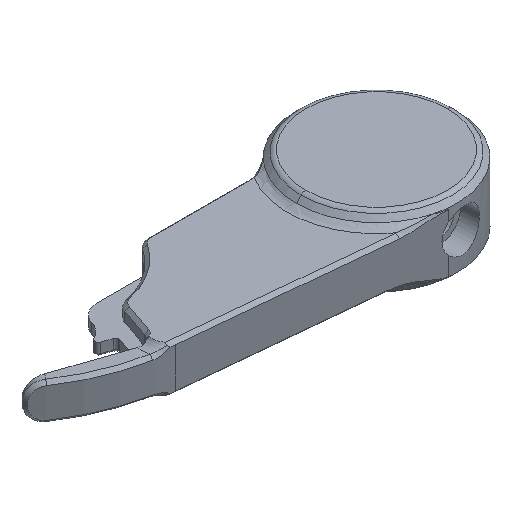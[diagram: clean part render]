
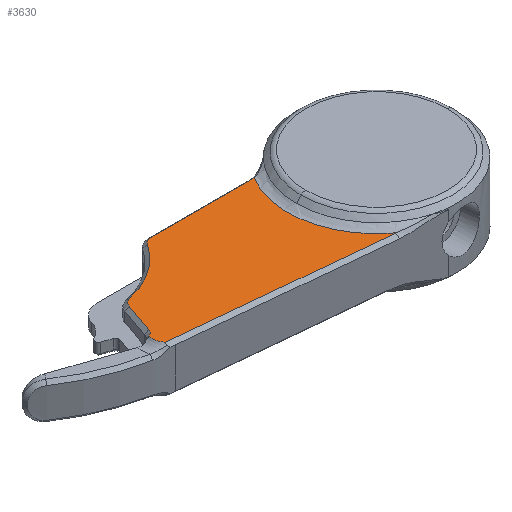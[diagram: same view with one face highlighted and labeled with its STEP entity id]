
A CAD part, isometric view. The second image highlights one B-rep face of the part: STEP entity #3630.
In plain terms, the highlighted planar face has unit normal (0, 0, 1).
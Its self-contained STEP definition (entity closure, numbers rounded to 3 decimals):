
#39 = CARTESIAN_POINT ( 'NONE',  ( -37.34, -0.301, 3.5 ) ) ;
#51 = DIRECTION ( 'NONE',  ( 1., 0., 0. ) ) ;
#93 = DIRECTION ( 'NONE',  ( 1., 0., 0. ) ) ;
#110 = CIRCLE ( 'NONE', #3522, 6.5 ) ;
#114 = EDGE_CURVE ( 'NONE', #5286, #3847, #1150, .T. ) ;
#209 = CIRCLE ( 'NONE', #1434, 2. ) ;
#294 = VERTEX_POINT ( 'NONE', #4712 ) ;
#410 = EDGE_CURVE ( 'NONE', #3715, #4943, #3001, .T. ) ;
#415 = DIRECTION ( 'NONE',  ( 0., 0., 1. ) ) ;
#426 = EDGE_CURVE ( 'NONE', #4424, #5286, #5388, .T. ) ;
#475 = ORIENTED_EDGE ( 'NONE', *, *, #5030, .T. ) ;
#497 = CIRCLE ( 'NONE', #1465, 13.5 ) ;
#498 = VERTEX_POINT ( 'NONE', #4725 ) ;
#507 = CARTESIAN_POINT ( 'NONE',  ( -39.276, -7.674, 3.5 ) ) ;
#547 = VECTOR ( 'NONE', #4612, 1000. ) ;
#636 = CIRCLE ( 'NONE', #811, 1.5 ) ;
#691 = AXIS2_PLACEMENT_3D ( 'NONE', #1462, #415, #2885 ) ;
#811 = AXIS2_PLACEMENT_3D ( 'NONE', #2635, #909, #3456 ) ;
#840 = CARTESIAN_POINT ( 'NONE',  ( -39.705, -5.666, 3.5 ) ) ;
#895 = CARTESIAN_POINT ( 'NONE',  ( -1.131, -11.444, 3.5 ) ) ;
#909 = DIRECTION ( 'NONE',  ( 0., 0., 1. ) ) ;
#966 = ORIENTED_EDGE ( 'NONE', *, *, #114, .T. ) ;
#1010 = VERTEX_POINT ( 'NONE', #39 ) ;
#1019 = DIRECTION ( 'NONE',  ( 0., 0., 1. ) ) ;
#1150 = CIRCLE ( 'NONE', #4192, 13.323 ) ;
#1164 = EDGE_CURVE ( 'NONE', #1010, #2729, #2237, .T. ) ;
#1201 = ORIENTED_EDGE ( 'NONE', *, *, #3299, .T. ) ;
#1284 = DIRECTION ( 'NONE',  ( 0., 0., -1. ) ) ;
#1321 = CARTESIAN_POINT ( 'NONE',  ( -11.906, 13.5, 3.5 ) ) ;
#1379 = EDGE_CURVE ( 'NONE', #498, #294, #497, .T. ) ;
#1434 = AXIS2_PLACEMENT_3D ( 'NONE', #4762, #1019, #5173 ) ;
#1462 = CARTESIAN_POINT ( 'NONE',  ( -35.921, -0.786, 3.5 ) ) ;
#1465 = AXIS2_PLACEMENT_3D ( 'NONE', #3779, #1284, #51 ) ;
#1467 = CARTESIAN_POINT ( 'NONE',  ( -11.906, 7., 3.5 ) ) ;
#1576 = EDGE_LOOP ( 'NONE', ( #1201, #4862, #966, #475, #4270, #2941, #4554, #5100, #3196, #1890 ) ) ;
#1726 = DIRECTION ( 'NONE',  ( 0., 0., -1. ) ) ;
#1734 = DIRECTION ( 'NONE',  ( 0.995, -0.098, 0. ) ) ;
#1859 = CIRCLE ( 'NONE', #3957, 1.5 ) ;
#1890 = ORIENTED_EDGE ( 'NONE', *, *, #4939, .T. ) ;
#1951 = CARTESIAN_POINT ( 'NONE',  ( 0., 0., 3.5 ) ) ;
#2116 = FACE_OUTER_BOUND ( 'NONE', #1576, .T. ) ;
#2147 = CARTESIAN_POINT ( 'NONE',  ( 0., 7., 3.5 ) ) ;
#2237 = LINE ( 'NONE', #4809, #2867 ) ;
#2635 = CARTESIAN_POINT ( 'NONE',  ( -26.723, 5.5, 3.5 ) ) ;
#2694 = EDGE_CURVE ( 'NONE', #294, #1010, #3484, .T. ) ;
#2729 = VERTEX_POINT ( 'NONE', #5398 ) ;
#2867 = VECTOR ( 'NONE', #3905, 1000. ) ;
#2885 = DIRECTION ( 'NONE',  ( 1., 0., 0. ) ) ;
#2941 = ORIENTED_EDGE ( 'NONE', *, *, #5368, .T. ) ;
#3001 = LINE ( 'NONE', #2147, #547 ) ;
#3196 = ORIENTED_EDGE ( 'NONE', *, *, #1164, .T. ) ;
#3294 = CARTESIAN_POINT ( 'NONE',  ( -7.825, -10.783, 3.5 ) ) ;
#3299 = EDGE_CURVE ( 'NONE', #4947, #4424, #209, .T. ) ;
#3433 = DIRECTION ( 'NONE',  ( 1., 0., 0. ) ) ;
#3454 = AXIS2_PLACEMENT_3D ( 'NONE', #3845, #5043, #3433 ) ;
#3456 = DIRECTION ( 'NONE',  ( 1., 0., 0. ) ) ;
#3484 = CIRCLE ( 'NONE', #691, 1.5 ) ;
#3515 = CARTESIAN_POINT ( 'NONE',  ( -11.319, 7.027, 3.5 ) ) ;
#3522 = AXIS2_PLACEMENT_3D ( 'NONE', #1321, #1726, #93 ) ;
#3630 = ADVANCED_FACE ( 'NONE', ( #2116 ), #4247, .T. ) ;
#3715 = VERTEX_POINT ( 'NONE', #1467 ) ;
#3779 = CARTESIAN_POINT ( 'NONE',  ( -39.181, 13.855, 3.5 ) ) ;
#3845 = CARTESIAN_POINT ( 'NONE',  ( 0., 0., 3.5 ) ) ;
#3847 = VERTEX_POINT ( 'NONE', #3515 ) ;
#3905 = DIRECTION ( 'NONE',  ( -0.324, -0.946, 0. ) ) ;
#3957 = AXIS2_PLACEMENT_3D ( 'NONE', #4073, #4919, #4582 ) ;
#4073 = CARTESIAN_POINT ( 'NONE',  ( -40.289, -4.284, 3.5 ) ) ;
#4192 = AXIS2_PLACEMENT_3D ( 'NONE', #1951, #5266, #4799 ) ;
#4247 = PLANE ( 'NONE',  #3454 ) ;
#4270 = ORIENTED_EDGE ( 'NONE', *, *, #410, .T. ) ;
#4424 = VERTEX_POINT ( 'NONE', #507 ) ;
#4478 = CARTESIAN_POINT ( 'NONE',  ( -26.723, 7., 3.5 ) ) ;
#4554 = ORIENTED_EDGE ( 'NONE', *, *, #1379, .T. ) ;
#4582 = DIRECTION ( 'NONE',  ( 1., 0., 0. ) ) ;
#4612 = DIRECTION ( 'NONE',  ( -1., 0., 0. ) ) ;
#4712 = CARTESIAN_POINT ( 'NONE',  ( -36.247, 0.678, 3.5 ) ) ;
#4725 = CARTESIAN_POINT ( 'NONE',  ( -27.969, 6.336, 3.5 ) ) ;
#4762 = CARTESIAN_POINT ( 'NONE',  ( -37.812, -6.312, 3.5 ) ) ;
#4799 = DIRECTION ( 'NONE',  ( 1., 0., 0. ) ) ;
#4809 = CARTESIAN_POINT ( 'NONE',  ( -33.333, 11.408, 3.5 ) ) ;
#4862 = ORIENTED_EDGE ( 'NONE', *, *, #426, .T. ) ;
#4919 = DIRECTION ( 'NONE',  ( 0., 0., -1. ) ) ;
#4939 = EDGE_CURVE ( 'NONE', #2729, #4947, #1859, .T. ) ;
#4943 = VERTEX_POINT ( 'NONE', #4478 ) ;
#4947 = VERTEX_POINT ( 'NONE', #840 ) ;
#5030 = EDGE_CURVE ( 'NONE', #3847, #3715, #110, .T. ) ;
#5043 = DIRECTION ( 'NONE',  ( 0., 0., 1. ) ) ;
#5100 = ORIENTED_EDGE ( 'NONE', *, *, #2694, .T. ) ;
#5173 = DIRECTION ( 'NONE',  ( 1., 0., 0. ) ) ;
#5266 = DIRECTION ( 'NONE',  ( 0., 0., -1. ) ) ;
#5269 = VECTOR ( 'NONE', #1734, 1000. ) ;
#5286 = VERTEX_POINT ( 'NONE', #3294 ) ;
#5368 = EDGE_CURVE ( 'NONE', #4943, #498, #636, .T. ) ;
#5388 = LINE ( 'NONE', #895, #5269 ) ;
#5398 = CARTESIAN_POINT ( 'NONE',  ( -38.87, -4.77, 3.5 ) ) ;
